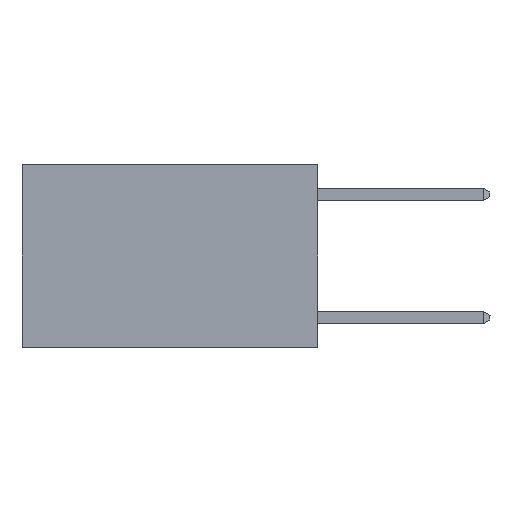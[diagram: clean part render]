
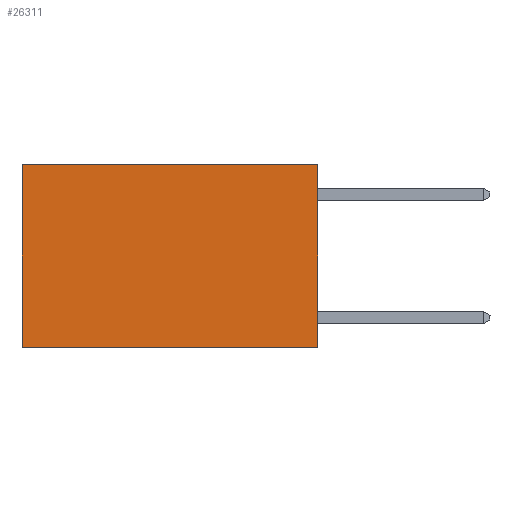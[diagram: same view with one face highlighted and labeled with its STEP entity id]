
A CAD part, left-side view. The second image highlights one B-rep face of the part: STEP entity #26311.
In plain terms, the highlighted planar face has unit normal (-1, 0, 0).
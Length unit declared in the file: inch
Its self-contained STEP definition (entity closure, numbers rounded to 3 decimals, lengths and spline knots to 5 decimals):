
#2550 = VECTOR ( 'NONE', #12350, 39.37008 ) ;
#4200 = LINE ( 'NONE', #23349, #10229 ) ;
#4524 = DIRECTION ( 'NONE',  ( 0., 0., -1. ) ) ;
#5139 = LINE ( 'NONE', #9897, #21523 ) ;
#5497 = EDGE_CURVE ( 'NONE', #12645, #21136, #4200, .T. ) ;
#5836 = ORIENTED_EDGE ( 'NONE', *, *, #22378, .F. ) ;
#6278 = FACE_OUTER_BOUND ( 'NONE', #22836, .T. ) ;
#6366 = VERTEX_POINT ( 'NONE', #9805 ) ;
#6669 = VERTEX_POINT ( 'NONE', #26271 ) ;
#8432 = EDGE_CURVE ( 'NONE', #6669, #6366, #5139, .T. ) ;
#8766 = CARTESIAN_POINT ( 'NONE',  ( 0.2625, 0.6, 0. ) ) ;
#9051 = LINE ( 'NONE', #14979, #25283 ) ;
#9324 = LINE ( 'NONE', #23378, #2550 ) ;
#9805 = CARTESIAN_POINT ( 'NONE',  ( 0.2625, 0.6, -0.37 ) ) ;
#9897 = CARTESIAN_POINT ( 'NONE',  ( 0.2625, 0., -0.37 ) ) ;
#10229 = VECTOR ( 'NONE', #18987, 39.37008 ) ;
#11350 = ORIENTED_EDGE ( 'NONE', *, *, #5497, .T. ) ;
#12350 = DIRECTION ( 'NONE',  ( 0., 0., -1. ) ) ;
#12645 = VERTEX_POINT ( 'NONE', #14131 ) ;
#12799 = EDGE_CURVE ( 'NONE', #21136, #6366, #9324, .T. ) ;
#13278 = ORIENTED_EDGE ( 'NONE', *, *, #8432, .F. ) ;
#14131 = CARTESIAN_POINT ( 'NONE',  ( 0.2625, 0., 0. ) ) ;
#14979 = CARTESIAN_POINT ( 'NONE',  ( 0.2625, 0., 0. ) ) ;
#15728 = CARTESIAN_POINT ( 'NONE',  ( 0.2625, 0., 0. ) ) ;
#16604 = ORIENTED_EDGE ( 'NONE', *, *, #12799, .T. ) ;
#17995 = DIRECTION ( 'NONE',  ( 1., 0., 0. ) ) ;
#18987 = DIRECTION ( 'NONE',  ( 0., 1., 0. ) ) ;
#20992 = DIRECTION ( 'NONE',  ( 0., 1., 0. ) ) ;
#21136 = VERTEX_POINT ( 'NONE', #8766 ) ;
#21523 = VECTOR ( 'NONE', #20992, 39.37008 ) ;
#22378 = EDGE_CURVE ( 'NONE', #12645, #6669, #9051, .T. ) ;
#22836 = EDGE_LOOP ( 'NONE', ( #16604, #13278, #5836, #11350 ) ) ;
#23349 = CARTESIAN_POINT ( 'NONE',  ( 0.2625, 0., 0. ) ) ;
#23378 = CARTESIAN_POINT ( 'NONE',  ( 0.2625, 0.6, 0. ) ) ;
#23739 = DIRECTION ( 'NONE',  ( 0., 0., -1. ) ) ;
#25283 = VECTOR ( 'NONE', #23739, 39.37008 ) ;
#26271 = CARTESIAN_POINT ( 'NONE',  ( 0.2625, 0., -0.37 ) ) ;
#26311 = ADVANCED_FACE ( 'NONE', ( #6278 ), #26323, .F. ) ;
#26323 = PLANE ( 'NONE',  #28265 ) ;
#28265 = AXIS2_PLACEMENT_3D ( 'NONE', #15728, #17995, #4524 ) ;
